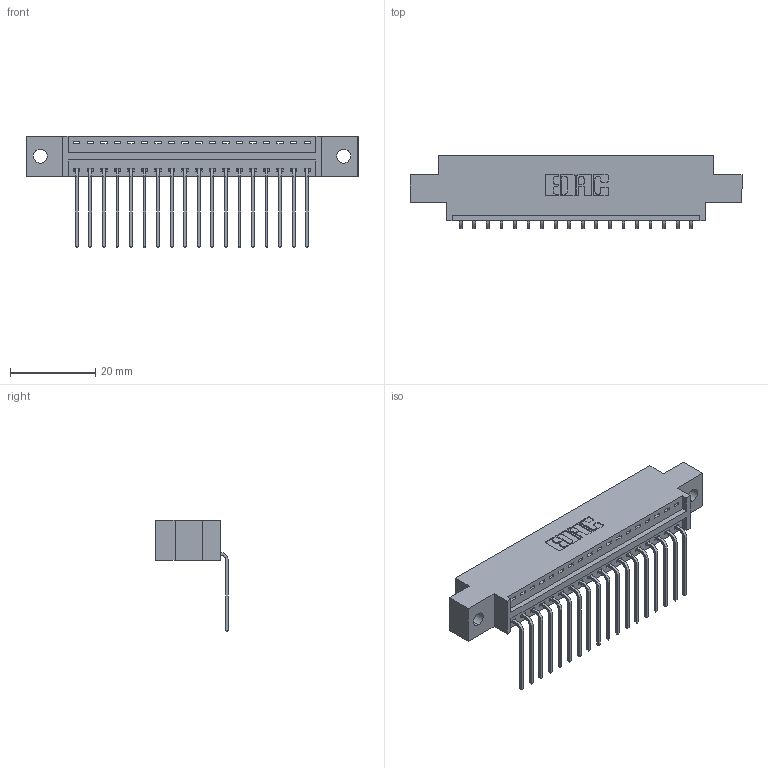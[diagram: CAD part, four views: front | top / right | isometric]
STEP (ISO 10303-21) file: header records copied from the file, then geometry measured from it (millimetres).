
FILE_DESCRIPTION (( 'STEP AP203' ), '1' );
FILE_NAME ('396-018-559-602.STEP', '2019-10-31T20:48:35', ( '' ), ( '' ), 'SwSTEP 2.0', 'SolidWorks 2016', '' );
FILE_SCHEMA (( 'CONFIG_CONTROL_DESIGN' ));
Length unit declared in the file: inch
Products named in the file (3): 396-018-559-602; 346 Part_0.170 Offset - 0.128 Dia; 345-292-001_558 559 Tail - 1
Assembly tree (19 placements, depth 2):
  396-018-559-602
    346 Part_0.170 Offset - 0.128 Dia
    345-292-001_558 559 Tail - 1  x18
Bounding box: 77.72 x 17.08 x 26.16 mm (x, y, z)
Volume: 7143.2 mm3; surface area: 8916 mm2
Topology: 19 solids, 19 shells, 1206 faces, 3617 edges, 2386 vertices
Faces by surface type: plane 836, cylinder 370
Entity records: 14621 total; most frequent: CARTESIAN_POINT 2522, ORIENTED_EDGE 2474, DIRECTION 2253, EDGE_CURVE 1237, LINE 1033, VECTOR 1033, VERTEX_POINT 822, AXIS2_PLACEMENT_3D 610
